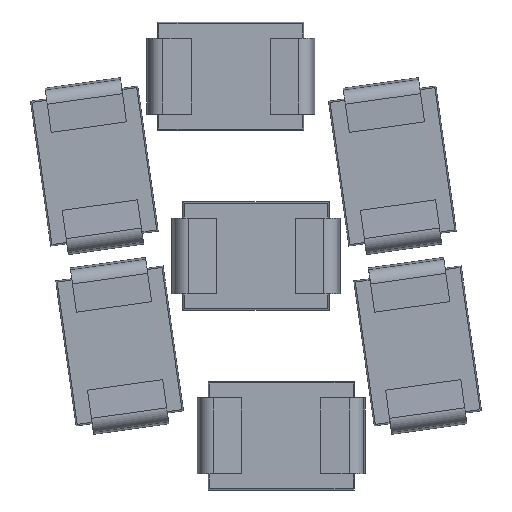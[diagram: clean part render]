
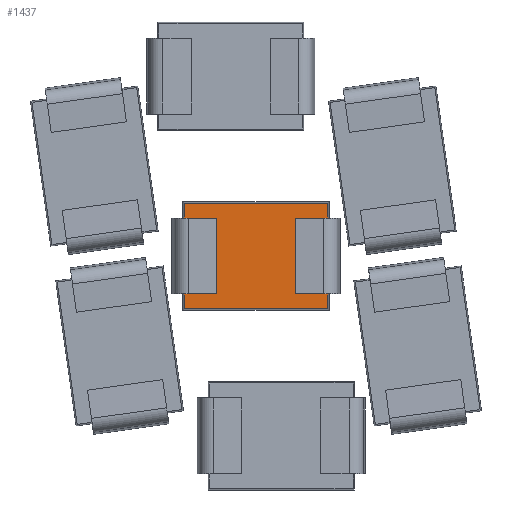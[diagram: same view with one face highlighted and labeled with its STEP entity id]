
A CAD part, front view. The second image highlights one B-rep face of the part: STEP entity #1437.
In plain terms, the highlighted planar face has unit normal (0, -1, 0).
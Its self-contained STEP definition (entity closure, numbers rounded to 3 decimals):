
#54=FACE_BOUND('',#283,.T.);
#55=FACE_BOUND('',#284,.T.);
#205=FACE_OUTER_BOUND('',#282,.T.);
#282=EDGE_LOOP('',(#1259,#1260,#1261,#1262,#1263,#1264,#1265,#1266));
#283=EDGE_LOOP('',(#1267,#1268));
#284=EDGE_LOOP('',(#1269,#1270));
#424=LINE('',#2318,#582);
#425=LINE('',#2319,#583);
#426=LINE('',#2321,#584);
#428=LINE('',#2325,#586);
#432=LINE('',#2333,#590);
#435=LINE('',#2337,#593);
#436=LINE('',#2338,#594);
#437=LINE('',#2339,#595);
#443=LINE('',#2350,#601);
#444=LINE('',#2351,#602);
#582=VECTOR('',#1907,10.);
#583=VECTOR('',#1908,10.);
#584=VECTOR('',#1909,10.);
#586=VECTOR('',#1913,10.);
#590=VECTOR('',#1919,10.);
#593=VECTOR('',#1924,10.);
#594=VECTOR('',#1925,10.);
#595=VECTOR('',#1926,10.);
#601=VECTOR('',#1938,10.);
#602=VECTOR('',#1939,10.);
#618=VERTEX_POINT('',#1995);
#620=VERTEX_POINT('',#1999);
#625=VERTEX_POINT('',#2011);
#630=VERTEX_POINT('',#2029);
#646=VERTEX_POINT('',#2078);
#648=VERTEX_POINT('',#2082);
#651=VERTEX_POINT('',#2090);
#655=VERTEX_POINT('',#2106);
#722=VERTEX_POINT('',#2316);
#723=VERTEX_POINT('',#2320);
#724=VERTEX_POINT('',#2324);
#727=VERTEX_POINT('',#2332);
#898=EDGE_CURVE('',#722,#651,#424,.T.);
#899=EDGE_CURVE('',#651,#648,#425,.T.);
#900=EDGE_CURVE('',#648,#723,#426,.T.);
#902=EDGE_CURVE('',#724,#722,#428,.T.);
#906=EDGE_CURVE('',#723,#727,#432,.T.);
#909=EDGE_CURVE('',#727,#618,#435,.T.);
#910=EDGE_CURVE('',#618,#625,#436,.T.);
#911=EDGE_CURVE('',#625,#724,#437,.T.);
#917=EDGE_CURVE('',#620,#630,#443,.T.);
#918=EDGE_CURVE('',#655,#646,#444,.T.);
#1259=ORIENTED_EDGE('',*,*,#898,.F.);
#1260=ORIENTED_EDGE('',*,*,#902,.F.);
#1261=ORIENTED_EDGE('',*,*,#911,.F.);
#1262=ORIENTED_EDGE('',*,*,#910,.F.);
#1263=ORIENTED_EDGE('',*,*,#909,.F.);
#1264=ORIENTED_EDGE('',*,*,#906,.F.);
#1265=ORIENTED_EDGE('',*,*,#900,.F.);
#1266=ORIENTED_EDGE('',*,*,#899,.F.);
#1267=ORIENTED_EDGE('',*,*,#917,.T.);
#1268=ORIENTED_EDGE('',*,*,#917,.F.);
#1269=ORIENTED_EDGE('',*,*,#918,.T.);
#1270=ORIENTED_EDGE('',*,*,#918,.F.);
#1363=PLANE('',#1562);
#1437=ADVANCED_FACE('',(#205,#54,#55),#1363,.F.);
#1562=AXIS2_PLACEMENT_3D('',#2349,#1936,#1937);
#1907=DIRECTION('',(0.,0.,-1.));
#1908=DIRECTION('',(0.,0.,-1.));
#1909=DIRECTION('',(0.,0.,-1.));
#1913=DIRECTION('',(1.,0.,0.));
#1919=DIRECTION('',(-1.,0.,0.));
#1924=DIRECTION('',(0.,0.,1.));
#1925=DIRECTION('',(0.,0.,1.));
#1926=DIRECTION('',(0.,0.,1.));
#1936=DIRECTION('center_axis',(0.,1.,0.));
#1937=DIRECTION('ref_axis',(1.,0.,0.));
#1938=DIRECTION('',(0.,0.,1.));
#1939=DIRECTION('',(0.,0.,-1.));
#1995=CARTESIAN_POINT('',(-1.325,0.15,-0.7));
#1999=CARTESIAN_POINT('',(-0.733,0.15,-0.7));
#2011=CARTESIAN_POINT('',(-1.325,0.15,0.7));
#2029=CARTESIAN_POINT('',(-0.733,0.15,0.7));
#2078=CARTESIAN_POINT('',(0.733,0.15,-0.7));
#2082=CARTESIAN_POINT('',(1.325,0.15,-0.7));
#2090=CARTESIAN_POINT('',(1.325,0.15,0.7));
#2106=CARTESIAN_POINT('',(0.733,0.15,0.7));
#2316=CARTESIAN_POINT('',(1.325,0.15,0.975));
#2318=CARTESIAN_POINT('',(1.325,0.15,0.5));
#2319=CARTESIAN_POINT('',(1.325,0.15,0.5));
#2320=CARTESIAN_POINT('',(1.325,0.15,-0.975));
#2321=CARTESIAN_POINT('',(1.325,0.15,0.5));
#2324=CARTESIAN_POINT('',(-1.325,0.15,0.975));
#2325=CARTESIAN_POINT('',(-0.675,0.15,0.975));
#2332=CARTESIAN_POINT('',(-1.325,0.15,-0.975));
#2333=CARTESIAN_POINT('',(0.675,0.15,-0.975));
#2337=CARTESIAN_POINT('',(-1.325,0.15,-0.5));
#2338=CARTESIAN_POINT('',(-1.325,0.15,-0.5));
#2339=CARTESIAN_POINT('',(-1.325,0.15,-0.5));
#2349=CARTESIAN_POINT('Origin',(0.,0.15,0.));
#2350=CARTESIAN_POINT('',(-0.733,0.15,0.));
#2351=CARTESIAN_POINT('',(0.733,0.15,0.));
